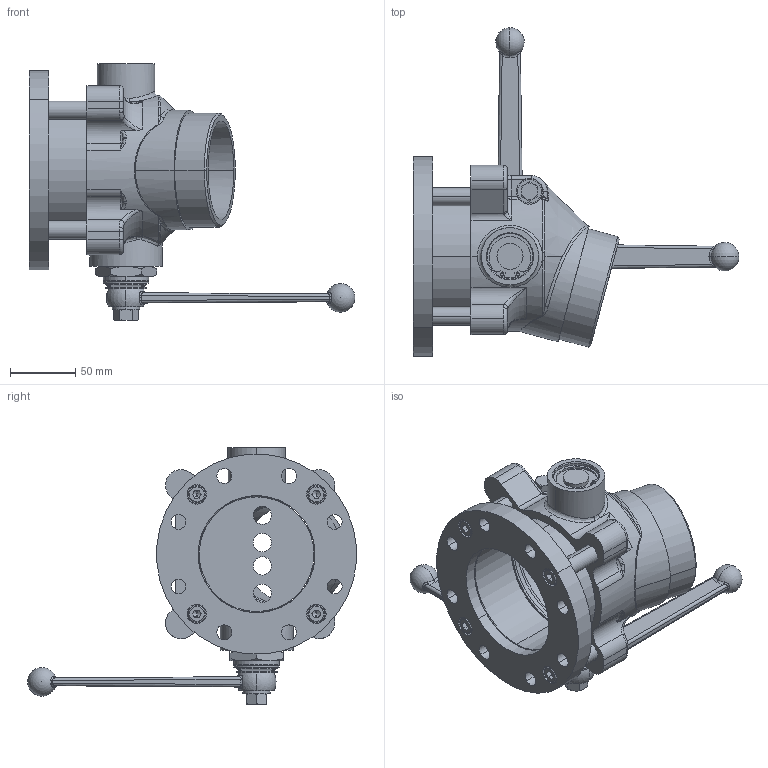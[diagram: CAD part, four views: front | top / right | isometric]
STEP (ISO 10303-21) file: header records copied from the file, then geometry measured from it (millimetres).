
FILE_DESCRIPTION (( 'STEP AP214' ), '1' );
FILE_NAME ('SGAT80KL_251894.STEP', '2012-09-24T06:25:08', ( 'Admin2' ), ( '' ), 'SwSTEP 2.0', 'SolidWorks 2010', '' );
FILE_SCHEMA (( 'AUTOMOTIVE_DESIGN' ));
Length unit declared in the file: millimetre
Products named in the file (1): SGAT80KL_251894
Bounding box: 250.5 x 252.74 x 197.6 mm (x, y, z)
Surface area: 193805.5 mm2 (no closed solid volume)
Topology: 0 solids, 39 shells, 834 faces, 2575 edges, 1714 vertices
Faces by surface type: plane 342, bspline 185, cylinder 171, torus 67, cone 58, sphere 11
Entity records: 49785 total; most frequent: CARTESIAN_POINT 21010, ORIENTED_EDGE 4352, DIRECTION 3892, EDGE_CURVE 2540, VERTEX_POINT 1702, AXIS2_PLACEMENT_3D 1309, LINE 1274, VECTOR 1274
